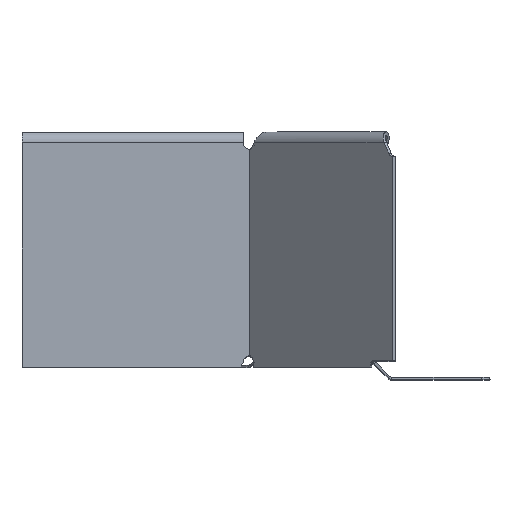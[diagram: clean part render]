
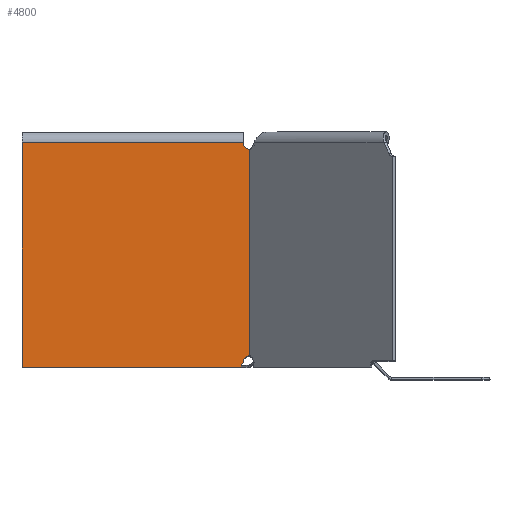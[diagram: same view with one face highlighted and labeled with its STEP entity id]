
A CAD part, top view. The second image highlights one B-rep face of the part: STEP entity #4800.
In plain terms, the highlighted face is planar.
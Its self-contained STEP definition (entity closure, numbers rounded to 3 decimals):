
#13 = VECTOR ( 'NONE', #5623, 1000. ) ;
#96 = CARTESIAN_POINT ( 'NONE',  ( -79.187, 0., -6.75 ) ) ;
#192 = DIRECTION ( 'NONE',  ( 0., -1., 0. ) ) ;
#237 = ORIENTED_EDGE ( 'NONE', *, *, #3135, .F. ) ;
#314 = CARTESIAN_POINT ( 'NONE',  ( -76.8, 1.189, -6.75 ) ) ;
#367 = CARTESIAN_POINT ( 'NONE',  ( -76.361, 0., -6.75 ) ) ;
#407 = EDGE_CURVE ( 'NONE', #1180, #3103, #1900, .T. ) ;
#408 = AXIS2_PLACEMENT_3D ( 'NONE', #3045, #4825, #2623 ) ;
#515 = VERTEX_POINT ( 'NONE', #4003 ) ;
#516 = CARTESIAN_POINT ( 'NONE',  ( -206.54, 78.25, -6.75 ) ) ;
#525 = CARTESIAN_POINT ( 'NONE',  ( -77.1, 78.25, -6.75 ) ) ;
#564 = CIRCLE ( 'NONE', #2165, 2.25 ) ;
#566 = VERTEX_POINT ( 'NONE', #5297 ) ;
#627 = DIRECTION ( 'NONE',  ( 0., 1., 0. ) ) ;
#668 = CARTESIAN_POINT ( 'NONE',  ( -79.187, 76.031, -6.75 ) ) ;
#785 = ORIENTED_EDGE ( 'NONE', *, *, #4982, .F. ) ;
#841 = VERTEX_POINT ( 'NONE', #4674 ) ;
#1031 = VECTOR ( 'NONE', #3542, 1000. ) ;
#1077 = EDGE_CURVE ( 'NONE', #1462, #566, #1261, .T. ) ;
#1180 = VERTEX_POINT ( 'NONE', #668 ) ;
#1261 = LINE ( 'NONE', #4568, #2176 ) ;
#1390 = CARTESIAN_POINT ( 'NONE',  ( -206.54, 76.031, -6.75 ) ) ;
#1426 = FACE_OUTER_BOUND ( 'NONE', #4633, .T. ) ;
#1462 = VERTEX_POINT ( 'NONE', #4212 ) ;
#1475 = DIRECTION ( 'NONE',  ( 0., 1., 0. ) ) ;
#1723 = EDGE_CURVE ( 'NONE', #4190, #5475, #4048, .T. ) ;
#1900 = LINE ( 'NONE', #96, #5771 ) ;
#1975 = LINE ( 'NONE', #4553, #4279 ) ;
#1976 = DIRECTION ( 'NONE',  ( -1., 0., 0. ) ) ;
#1980 = ORIENTED_EDGE ( 'NONE', *, *, #407, .F. ) ;
#2062 = VECTOR ( 'NONE', #2294, 1000. ) ;
#2123 = CARTESIAN_POINT ( 'NONE',  ( -76.547, 0.606, -6.75 ) ) ;
#2165 = AXIS2_PLACEMENT_3D ( 'NONE', #2429, #4195, #627 ) ;
#2176 = VECTOR ( 'NONE', #1475, 1000. ) ;
#2294 = DIRECTION ( 'NONE',  ( 1., 0., 0. ) ) ;
#2380 = CARTESIAN_POINT ( 'NONE',  ( -78.98, 3.969, -6.75 ) ) ;
#2395 = EDGE_CURVE ( 'NONE', #4661, #841, #4864, .T. ) ;
#2429 = CARTESIAN_POINT ( 'NONE',  ( -79.35, 1.75, -6.75 ) ) ;
#2486 = ORIENTED_EDGE ( 'NONE', *, *, #3059, .T. ) ;
#2556 = VERTEX_POINT ( 'NONE', #3841 ) ;
#2557 = ORIENTED_EDGE ( 'NONE', *, *, #3982, .T. ) ;
#2623 = DIRECTION ( 'NONE',  ( 0., 1., 0. ) ) ;
#2654 = ORIENTED_EDGE ( 'NONE', *, *, #4199, .F. ) ;
#2682 = LINE ( 'NONE', #1390, #1031 ) ;
#2827 = CARTESIAN_POINT ( 'NONE',  ( -206.54, 0., -6.75 ) ) ;
#2860 = ORIENTED_EDGE ( 'NONE', *, *, #2395, .F. ) ;
#2883 = DIRECTION ( 'NONE',  ( 0., 1., 0. ) ) ;
#3045 = CARTESIAN_POINT ( 'NONE',  ( -79.35, 78.25, -6.75 ) ) ;
#3059 = EDGE_CURVE ( 'NONE', #1462, #4190, #1975, .T. ) ;
#3099 = EDGE_CURVE ( 'NONE', #2556, #3103, #5021, .T. ) ;
#3103 = VERTEX_POINT ( 'NONE', #3319 ) ;
#3135 = EDGE_CURVE ( 'NONE', #2556, #515, #564, .T. ) ;
#3186 = CARTESIAN_POINT ( 'NONE',  ( -206.54, 0., -6.75 ) ) ;
#3206 = ORIENTED_EDGE ( 'NONE', *, *, #1723, .T. ) ;
#3208 = AXIS2_PLACEMENT_3D ( 'NONE', #2827, #4983, #2883 ) ;
#3319 = CARTESIAN_POINT ( 'NONE',  ( -79.187, 3.969, -6.75 ) ) ;
#3378 = CARTESIAN_POINT ( 'NONE',  ( -76.442, 0.304, -6.75 ) ) ;
#3542 = DIRECTION ( 'NONE',  ( -1., 0., 0. ) ) ;
#3800 = ORIENTED_EDGE ( 'NONE', *, *, #3099, .T. ) ;
#3841 = CARTESIAN_POINT ( 'NONE',  ( -78.98, 3.969, -6.75 ) ) ;
#3916 = VECTOR ( 'NONE', #1976, 1000. ) ;
#3982 = EDGE_CURVE ( 'NONE', #4661, #566, #4493, .T. ) ;
#4003 = CARTESIAN_POINT ( 'NONE',  ( -77.1, 1.75, -6.75 ) ) ;
#4005 = CARTESIAN_POINT ( 'NONE',  ( 0., 0., -6.75 ) ) ;
#4048 = LINE ( 'NONE', #3186, #3916 ) ;
#4190 = VERTEX_POINT ( 'NONE', #4005 ) ;
#4195 = DIRECTION ( 'NONE',  ( 0., 0., -1. ) ) ;
#4199 = EDGE_CURVE ( 'NONE', #841, #1180, #2682, .T. ) ;
#4212 = CARTESIAN_POINT ( 'NONE',  ( 0., 1.75, -6.75 ) ) ;
#4279 = VECTOR ( 'NONE', #192, 1000. ) ;
#4320 = CARTESIAN_POINT ( 'NONE',  ( -77.1, 1.75, -6.75 ) ) ;
#4466 = ORIENTED_EDGE ( 'NONE', *, *, #1077, .F. ) ;
#4493 = LINE ( 'NONE', #516, #2062 ) ;
#4553 = CARTESIAN_POINT ( 'NONE',  ( 0., 1.75, -6.75 ) ) ;
#4568 = CARTESIAN_POINT ( 'NONE',  ( 0., 0., -6.75 ) ) ;
#4583 = B_SPLINE_CURVE_WITH_KNOTS ( 'NONE', 3,
 ( #4320, #4816, #314, #2123, #3378, #367 ),
 .UNSPECIFIED., .F., .F.,
 ( 4, 2, 4 ),
 ( 0.001, 0.002, 0.003 ),
 .UNSPECIFIED. ) ;
#4633 = EDGE_LOOP ( 'NONE', ( #237, #3800, #1980, #2654, #2860, #2557, #4466, #2486, #3206, #785 ) ) ;
#4657 = PLANE ( 'NONE',  #3208 ) ;
#4661 = VERTEX_POINT ( 'NONE', #525 ) ;
#4674 = CARTESIAN_POINT ( 'NONE',  ( -78.98, 76.031, -6.75 ) ) ;
#4800 = ADVANCED_FACE ( 'NONE', ( #1426 ), #4657, .F. ) ;
#4816 = CARTESIAN_POINT ( 'NONE',  ( -76.949, 1.47, -6.75 ) ) ;
#4825 = DIRECTION ( 'NONE',  ( 0., 0., -1. ) ) ;
#4864 = CIRCLE ( 'NONE', #408, 2.25 ) ;
#4982 = EDGE_CURVE ( 'NONE', #515, #5475, #4583, .T. ) ;
#4983 = DIRECTION ( 'NONE',  ( 0., 0., 1. ) ) ;
#4985 = DIRECTION ( 'NONE',  ( 0., -1., 0. ) ) ;
#5021 = LINE ( 'NONE', #2380, #13 ) ;
#5297 = CARTESIAN_POINT ( 'NONE',  ( 0., 78.25, -6.75 ) ) ;
#5475 = VERTEX_POINT ( 'NONE', #5538 ) ;
#5538 = CARTESIAN_POINT ( 'NONE',  ( -76.361, 0., -6.75 ) ) ;
#5623 = DIRECTION ( 'NONE',  ( -1., 0., 0. ) ) ;
#5771 = VECTOR ( 'NONE', #4985, 1000. ) ;
